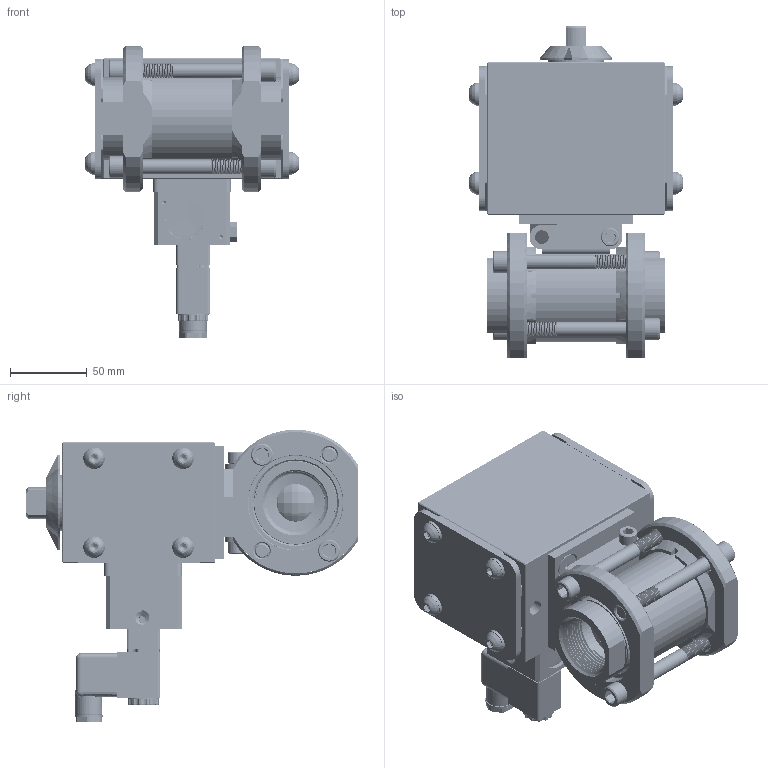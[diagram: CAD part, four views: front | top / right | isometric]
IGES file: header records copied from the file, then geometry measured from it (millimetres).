
Start section: SolidWorks IGES file using analytic representation for surfaces
Global section: file name: 21XXSESA522DGPDS.igs; native system: SolidWorks 2017; preprocessor: SolidWorks 2017; author: ryanm; date: 180315.073755; units: inch
Bounding box: 139.51 x 216.09 x 190.65 mm (x, y, z)
Surface area: 340362.8 mm2 (no closed solid volume)
Topology: 0 solids, 0 shells, 3468 faces, 57719 edges, 57600 vertices
Faces by surface type: revolution 2347, bspline 1121
